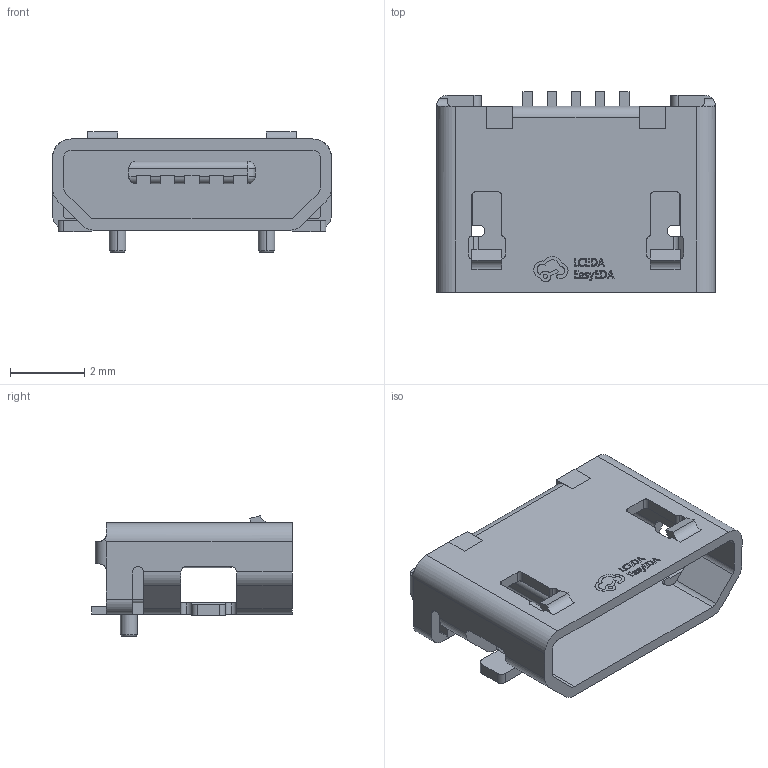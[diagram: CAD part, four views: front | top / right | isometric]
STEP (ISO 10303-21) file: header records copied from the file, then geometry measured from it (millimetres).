
FILE_DESCRIPTION (( 'STEP AP214' ), '1' );
FILE_NAME ('MICRO-USB-SMD_MICRO-QTZB5.0.step', '2022-07-07T02:48:31', ( '' ), ( '' ), 'SwSTEP 2.0', 'SolidWorks 2020', '' );
FILE_SCHEMA (( 'AUTOMOTIVE_DESIGN' ));
Length unit declared in the file: millimetre
Products named in the file (1): MICRO-USB-SMD_MICRO-QTZB5.0
Bounding box: 7.5 x 5.4 x 3.25 mm (x, y, z)
Volume: 39.7 mm3; surface area: 261 mm2
Topology: 2 solids, 2 shells, 573 faces, 1588 edges, 1046 vertices
Faces by surface type: plane 344, bspline 112, cylinder 111, cone 4, sphere 2
Entity records: 25153 total; most frequent: CARTESIAN_POINT 5372, ORIENTED_EDGE 3172, DIRECTION 2488, EDGE_CURVE 1586, LINE 1128, VECTOR 1128, VERTEX_POINT 1046, AXIS2_PLACEMENT_3D 680
